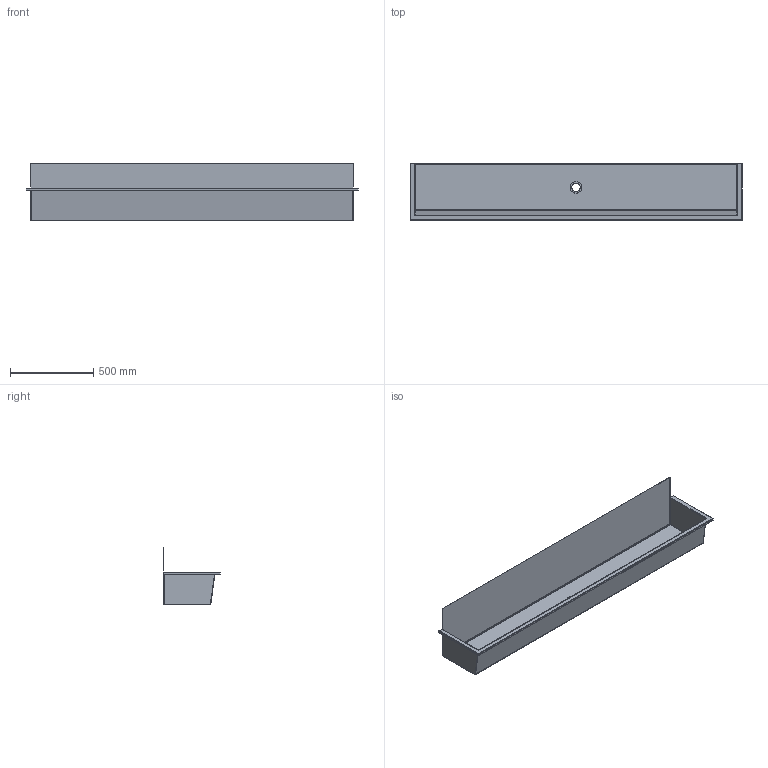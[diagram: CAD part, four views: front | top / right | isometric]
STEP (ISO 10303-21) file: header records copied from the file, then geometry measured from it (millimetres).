
FILE_DESCRIPTION( ( 'Unknown' ), '1' );
FILE_NAME( 'Wash Trough Type A 2000mm.stp', 'Unknown', ( 'Unknown' ), ( 'Unknown' ), 'XStep 1.0', 'Unknown', ' ' );
FILE_SCHEMA( ( 'automotive_design' ) );
Length unit declared in the file: millimetre
Products named in the file (1): 1
Bounding box: 1998.2 x 339.09 x 348 mm (x, y, z)
Volume: 1650551.9 mm3; surface area: 3637612 mm2
Topology: 1 solids, 1 shells, 64 faces, 162 edges, 97 vertices
Faces by surface type: cylinder 27, plane 25, torus 4, sphere 4, bspline 4
Full cylindrical faces by diameter (mm): 50 x1, 70 x1
Entity records: 2899 total; most frequent: CARTESIAN_POINT 870, DIRECTION 317, ORIENTED_EDGE 310, EDGE_CURVE 155, AXIS2_PLACEMENT_3D 115, VERTEX_POINT 96, LINE 87, VECTOR 87
